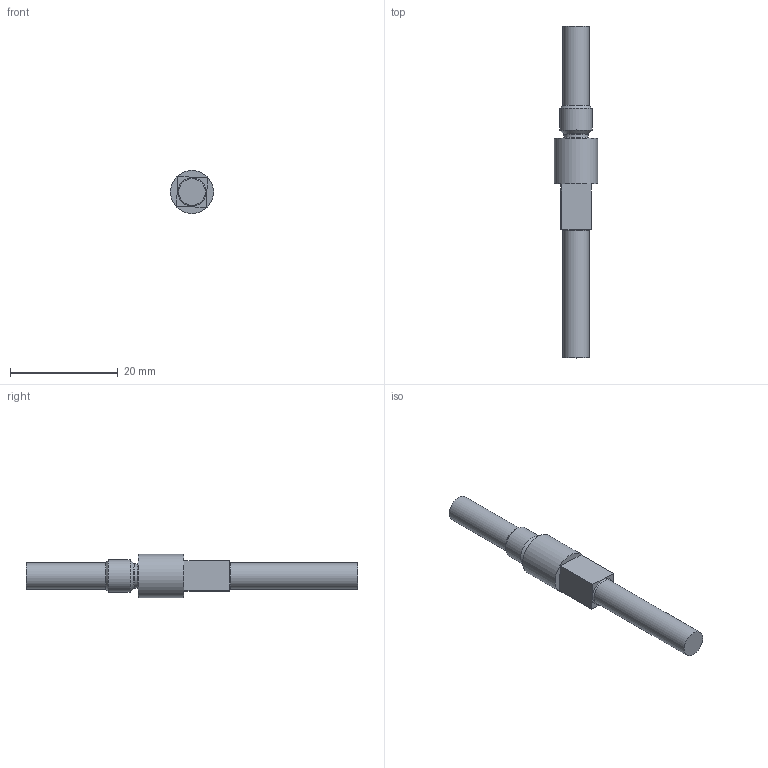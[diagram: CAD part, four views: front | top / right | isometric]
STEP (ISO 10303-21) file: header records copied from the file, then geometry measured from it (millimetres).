
FILE_DESCRIPTION(('STEP AP214'),'1');
FILE_NAME(' indC.stp','2019-07-08T06:12:42',(' '),(' '),'Spatial InterOp 3D',' ',' ');
FILE_SCHEMA(('AUTOMOTIVE_DESIGN { 1 0 10303 214 1 1 1 1 }'));
Length unit declared in the file: millimetre
Products named in the file (1): 554 239 axe rotation décolleté indC
Bounding box: 8 x 61.6 x 8 mm (x, y, z)
Volume: 1565.9 mm3; surface area: 1211.7 mm2
Topology: 1 solids, 1 shells, 19 faces, 36 edges, 22 vertices
Faces by surface type: plane 9, cylinder 5, torus 3, cone 2
Full cylindrical faces by diameter (mm): 4.5 x1, 4.9 x2, 6 x1, 8 x1
Entity records: 628 total; most frequent: DIRECTION 78, CARTESIAN_POINT 66, ORIENTED_EDGE 50, AXIS2_PLACEMENT_3D 33, EDGE_LOOP 32, FACE_OUTER_BOUND 27, EDGE_CURVE 25, VERTEX_POINT 21
